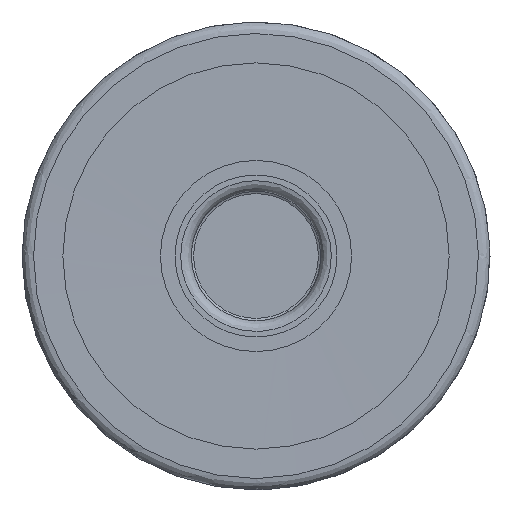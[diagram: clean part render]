
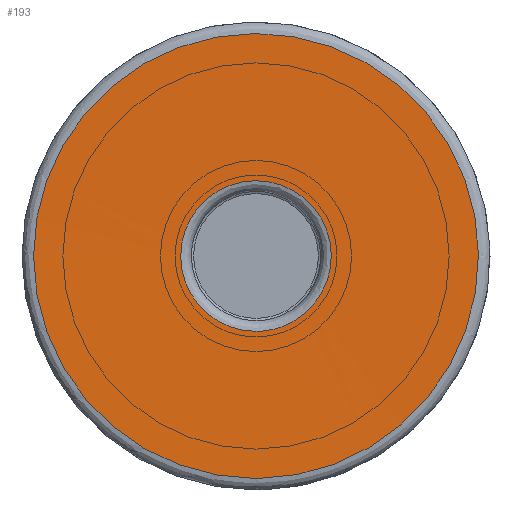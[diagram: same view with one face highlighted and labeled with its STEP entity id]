
A CAD part, left-side view. The second image highlights one B-rep face of the part: STEP entity #193.
In plain terms, the highlighted face is a revolution surface.
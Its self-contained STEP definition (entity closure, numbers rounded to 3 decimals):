
#24=SURFACE_OF_REVOLUTION('',#40,#32);
#32=AXIS1_PLACEMENT('',#574,#497);
#40=LINE('',#573,#44);
#44=VECTOR('',#496,5.2);
#193=ADVANCED_FACE('',(#229,#230),#24,.T.);
#229=FACE_BOUND('',#271,.T.);
#230=FACE_BOUND('',#272,.T.);
#271=EDGE_LOOP('',(#313));
#272=EDGE_LOOP('',(#314));
#313=ORIENTED_EDGE('',*,*,#363,.F.);
#314=ORIENTED_EDGE('',*,*,#364,.T.);
#342=VERTEX_POINT('',#570);
#343=VERTEX_POINT('',#572);
#363=EDGE_CURVE('',#342,#342,#384,.T.);
#364=EDGE_CURVE('',#343,#343,#385,.T.);
#384=CIRCLE('',#424,7.605);
#385=CIRCLE('',#425,2.575);
#424=AXIS2_PLACEMENT_3D('',#569,#492,#493);
#425=AXIS2_PLACEMENT_3D('',#571,#494,#495);
#492=DIRECTION('',(1.,0.,0.));
#493=DIRECTION('',(0.,0.,-1.));
#494=DIRECTION('',(1.,0.,0.));
#495=DIRECTION('',(0.,0.,-1.));
#496=DIRECTION('',(-0.007,-0.99,-0.139));
#497=DIRECTION('',(1.,0.,0.));
#569=CARTESIAN_POINT('',(0.003,0.,0.));
#570=CARTESIAN_POINT('',(0.003,0.,-7.605));
#571=CARTESIAN_POINT('',(0.039,0.,0.));
#572=CARTESIAN_POINT('',(0.039,0.,-2.575));
#573=CARTESIAN_POINT('',(0.039,-2.455,0.777));
#574=CARTESIAN_POINT('',(5.,0.,0.));
